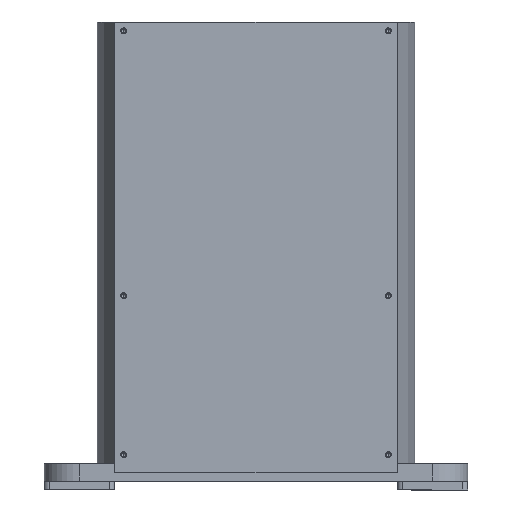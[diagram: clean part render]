
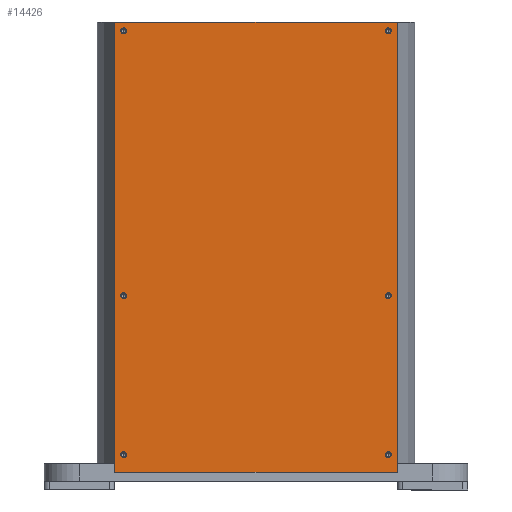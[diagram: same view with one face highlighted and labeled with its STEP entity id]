
A CAD part, left-side view. The second image highlights one B-rep face of the part: STEP entity #14426.
In plain terms, the highlighted face is planar.
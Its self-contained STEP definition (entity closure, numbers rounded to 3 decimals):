
#238 = CARTESIAN_POINT ( 'NONE',  ( 127.5, 0., -80. ) ) ;
#3766 = DIRECTION ( 'NONE',  ( 0., 0., 1. ) ) ;
#3767 = DIRECTION ( 'NONE',  ( 0., 1., 0. ) ) ;
#3769 = AXIS2_PLACEMENT_3D ( 'NONE', #3783, #3767, #3766 ) ;
#3783 = CARTESIAN_POINT ( 'NONE',  ( 117.5, 0., 75. ) ) ;
#3784 = CIRCLE ( 'NONE', #3769, 1.65 ) ;
#6619 = FACE_OUTER_BOUND ( 'NONE', #13287, .T. ) ;
#6878 = FACE_BOUND ( 'NONE', #14446, .T. ) ;
#6886 = FACE_BOUND ( 'NONE', #14456, .T. ) ;
#7114 = FACE_BOUND ( 'NONE', #14467, .T. ) ;
#7116 = FACE_BOUND ( 'NONE', #14464, .T. ) ;
#7130 = FACE_BOUND ( 'NONE', #14461, .T. ) ;
#7144 = FACE_BOUND ( 'NONE', #14538, .T. ) ;
#7153 = DIRECTION ( 'NONE',  ( 0., 1., 0. ) ) ;
#7158 = CARTESIAN_POINT ( 'NONE',  ( 27.5, 0., 73.35 ) ) ;
#7161 = CIRCLE ( 'NONE', #7194, 1.65 ) ;
#7165 = CARTESIAN_POINT ( 'NONE',  ( 27.5, 0., 76.65 ) ) ;
#7193 = DIRECTION ( 'NONE',  ( 0., 0., 1. ) ) ;
#7194 = AXIS2_PLACEMENT_3D ( 'NONE', #7205, #7153, #7193 ) ;
#7196 = CARTESIAN_POINT ( 'NONE',  ( 117.5, 0., -76.65 ) ) ;
#7205 = CARTESIAN_POINT ( 'NONE',  ( 117.5, 0., -75. ) ) ;
#7300 = CARTESIAN_POINT ( 'NONE',  ( -122.5, 0., 73.35 ) ) ;
#7329 = CARTESIAN_POINT ( 'NONE',  ( 117.5, 0., -73.35 ) ) ;
#7332 = CARTESIAN_POINT ( 'NONE',  ( 117.5, 0., 73.35 ) ) ;
#7382 = DIRECTION ( 'NONE',  ( 0., 0., 1. ) ) ;
#7383 = DIRECTION ( 'NONE',  ( 0., 1., 0. ) ) ;
#7384 = CARTESIAN_POINT ( 'NONE',  ( 27.5, 0., 75. ) ) ;
#7385 = AXIS2_PLACEMENT_3D ( 'NONE', #7384, #7383, #7382 ) ;
#7386 = CARTESIAN_POINT ( 'NONE',  ( -122.5, 0., -76.65 ) ) ;
#7388 = CIRCLE ( 'NONE', #7385, 1.65 ) ;
#7621 = ORIENTED_EDGE ( 'NONE', *, *, #14500, .T. ) ;
#7630 = ORIENTED_EDGE ( 'NONE', *, *, #14450, .T. ) ;
#7631 = VERTEX_POINT ( 'NONE', #238 ) ;
#7820 = DIRECTION ( 'NONE',  ( 0., 0., 1. ) ) ;
#7821 = DIRECTION ( 'NONE',  ( 0., 1., 0. ) ) ;
#7822 = CARTESIAN_POINT ( 'NONE',  ( 0., 0., 0. ) ) ;
#7823 = AXIS2_PLACEMENT_3D ( 'NONE', #7822, #7821, #7820 ) ;
#7826 = AXIS2_PLACEMENT_3D ( 'NONE', #7839, #7838, #7837 ) ;
#7827 = CARTESIAN_POINT ( 'NONE',  ( 117.5, 0., 76.65 ) ) ;
#7832 = PLANE ( 'NONE',  #7823 ) ;
#7837 = DIRECTION ( 'NONE',  ( 0., 0., 1. ) ) ;
#7838 = DIRECTION ( 'NONE',  ( 0., 1., 0. ) ) ;
#7839 = CARTESIAN_POINT ( 'NONE',  ( 27.5, 0., -75. ) ) ;
#7843 = CIRCLE ( 'NONE', #7892, 1.65 ) ;
#7848 = CARTESIAN_POINT ( 'NONE',  ( 27.5, 0., -73.35 ) ) ;
#7849 = CIRCLE ( 'NONE', #7826, 1.65 ) ;
#7854 = CARTESIAN_POINT ( 'NONE',  ( 27.5, 0., -76.65 ) ) ;
#7866 = CARTESIAN_POINT ( 'NONE',  ( -122.5, 0., 76.65 ) ) ;
#7867 = AXIS2_PLACEMENT_3D ( 'NONE', #7916, #7875, #7909 ) ;
#7873 = CIRCLE ( 'NONE', #7899, 1.65 ) ;
#7875 = DIRECTION ( 'NONE',  ( 0., 1., 0. ) ) ;
#7889 = CARTESIAN_POINT ( 'NONE',  ( -127.5, 0., 80. ) ) ;
#7890 = LINE ( 'NONE', #7889, #7951 ) ;
#7892 = AXIS2_PLACEMENT_3D ( 'NONE', #7948, #7947, #7946 ) ;
#7893 = CARTESIAN_POINT ( 'NONE',  ( -127.5, 0., 80. ) ) ;
#7894 = DIRECTION ( 'NONE',  ( 0., 0., 1. ) ) ;
#7895 = DIRECTION ( 'NONE',  ( 0., 1., 0. ) ) ;
#7896 = CARTESIAN_POINT ( 'NONE',  ( -122.5, 0., -75. ) ) ;
#7897 = AXIS2_PLACEMENT_3D ( 'NONE', #7896, #7953, #7952 ) ;
#7898 = CIRCLE ( 'NONE', #7897, 1.65 ) ;
#7899 = AXIS2_PLACEMENT_3D ( 'NONE', #7904, #7895, #7894 ) ;
#7904 = CARTESIAN_POINT ( 'NONE',  ( -122.5, 0., 75. ) ) ;
#7909 = DIRECTION ( 'NONE',  ( 0., 0., 1. ) ) ;
#7912 = DIRECTION ( 'NONE',  ( 0., 0., 1. ) ) ;
#7913 = DIRECTION ( 'NONE',  ( 0., 1., 0. ) ) ;
#7914 = CARTESIAN_POINT ( 'NONE',  ( -122.5, 0., -75. ) ) ;
#7915 = AXIS2_PLACEMENT_3D ( 'NONE', #7914, #7913, #7912 ) ;
#7916 = CARTESIAN_POINT ( 'NONE',  ( -122.5, 0., 75. ) ) ;
#7917 = CIRCLE ( 'NONE', #7867, 1.65 ) ;
#7918 = CIRCLE ( 'NONE', #7915, 1.65 ) ;
#7919 = CARTESIAN_POINT ( 'NONE',  ( -122.5, 0., -73.35 ) ) ;
#7928 = DIRECTION ( 'NONE',  ( 0., 0., -1. ) ) ;
#7929 = VECTOR ( 'NONE', #7928, 1000. ) ;
#7930 = CARTESIAN_POINT ( 'NONE',  ( 127.5, 0., 80. ) ) ;
#7931 = LINE ( 'NONE', #7930, #7929 ) ;
#7932 = CARTESIAN_POINT ( 'NONE',  ( 127.5, 0., 80. ) ) ;
#7933 = DIRECTION ( 'NONE',  ( -1., 0., 0. ) ) ;
#7934 = VECTOR ( 'NONE', #7933, 1000. ) ;
#7935 = DIRECTION ( 'NONE',  ( 0., 0., 1. ) ) ;
#7936 = VECTOR ( 'NONE', #7935, 1000. ) ;
#7937 = CARTESIAN_POINT ( 'NONE',  ( -127.5, 0., -80. ) ) ;
#7941 = CARTESIAN_POINT ( 'NONE',  ( 127.5, 0., -80. ) ) ;
#7943 = LINE ( 'NONE', #7941, #7934 ) ;
#7944 = LINE ( 'NONE', #7937, #7936 ) ;
#7946 = DIRECTION ( 'NONE',  ( 0., 0., 1. ) ) ;
#7947 = DIRECTION ( 'NONE',  ( 0., 1., 0. ) ) ;
#7948 = CARTESIAN_POINT ( 'NONE',  ( 27.5, 0., -75. ) ) ;
#7949 = CARTESIAN_POINT ( 'NONE',  ( -127.5, 0., -80. ) ) ;
#7950 = DIRECTION ( 'NONE',  ( 1., 0., 0. ) ) ;
#7951 = VECTOR ( 'NONE', #7950, 1000. ) ;
#7952 = DIRECTION ( 'NONE',  ( 0., 0., 1. ) ) ;
#7953 = DIRECTION ( 'NONE',  ( 0., 1., 0. ) ) ;
#7983 = DIRECTION ( 'NONE',  ( 0., 0., 1. ) ) ;
#7984 = DIRECTION ( 'NONE',  ( 0., 1., 0. ) ) ;
#7985 = CARTESIAN_POINT ( 'NONE',  ( 27.5, 0., 75. ) ) ;
#7986 = AXIS2_PLACEMENT_3D ( 'NONE', #7985, #7984, #7983 ) ;
#7987 = CIRCLE ( 'NONE', #7986, 1.65 ) ;
#7989 = CIRCLE ( 'NONE', #8033, 1.65 ) ;
#8030 = DIRECTION ( 'NONE',  ( 0., 0., 1. ) ) ;
#8031 = DIRECTION ( 'NONE',  ( 0., 1., 0. ) ) ;
#8032 = CARTESIAN_POINT ( 'NONE',  ( 117.5, 0., 75. ) ) ;
#8033 = AXIS2_PLACEMENT_3D ( 'NONE', #8032, #8031, #8030 ) ;
#8116 = AXIS2_PLACEMENT_3D ( 'NONE', #8159, #8149, #8148 ) ;
#8148 = DIRECTION ( 'NONE',  ( 0., 0., 1. ) ) ;
#8149 = DIRECTION ( 'NONE',  ( 0., 1., 0. ) ) ;
#8154 = CIRCLE ( 'NONE', #8116, 1.65 ) ;
#8159 = CARTESIAN_POINT ( 'NONE',  ( 117.5, 0., -75. ) ) ;
#13287 = EDGE_LOOP ( 'NONE', ( #14468, #14477, #14475, #14479 ) ) ;
#13289 = EDGE_CURVE ( 'NONE', #14429, #14390, #3784, .T. ) ;
#14339 = VERTEX_POINT ( 'NONE', #7158 ) ;
#14349 = VERTEX_POINT ( 'NONE', #7165 ) ;
#14352 = EDGE_CURVE ( 'NONE', #14356, #14400, #7161, .T. ) ;
#14356 = VERTEX_POINT ( 'NONE', #7196 ) ;
#14383 = VERTEX_POINT ( 'NONE', #7300 ) ;
#14390 = VERTEX_POINT ( 'NONE', #7332 ) ;
#14400 = VERTEX_POINT ( 'NONE', #7329 ) ;
#14419 = EDGE_CURVE ( 'NONE', #14339, #14349, #7388, .T. ) ;
#14423 = VERTEX_POINT ( 'NONE', #7386 ) ;
#14426 = ADVANCED_FACE ( 'NONE', ( #6886, #6878, #7144, #7130, #7116, #7114, #6619 ), #7832, .F. ) ;
#14427 = ORIENTED_EDGE ( 'NONE', *, *, #14419, .T. ) ;
#14428 = ORIENTED_EDGE ( 'NONE', *, *, #14494, .T. ) ;
#14429 = VERTEX_POINT ( 'NONE', #7827 ) ;
#14435 = VERTEX_POINT ( 'NONE', #7854 ) ;
#14437 = VERTEX_POINT ( 'NONE', #7848 ) ;
#14440 = EDGE_CURVE ( 'NONE', #14435, #14437, #7849, .T. ) ;
#14446 = EDGE_LOOP ( 'NONE', ( #14499, #14536 ) ) ;
#14447 = VERTEX_POINT ( 'NONE', #7866 ) ;
#14450 = EDGE_CURVE ( 'NONE', #14423, #14490, #7918, .T. ) ;
#14451 = EDGE_CURVE ( 'NONE', #14383, #14447, #7917, .T. ) ;
#14456 = EDGE_LOOP ( 'NONE', ( #14428, #14427 ) ) ;
#14460 = EDGE_CURVE ( 'NONE', #14447, #14383, #7873, .T. ) ;
#14461 = EDGE_LOOP ( 'NONE', ( #14462, #7630 ) ) ;
#14462 = ORIENTED_EDGE ( 'NONE', *, *, #14463, .T. ) ;
#14463 = EDGE_CURVE ( 'NONE', #14490, #14423, #7898, .T. ) ;
#14464 = EDGE_LOOP ( 'NONE', ( #14465, #7621 ) ) ;
#14465 = ORIENTED_EDGE ( 'NONE', *, *, #13289, .T. ) ;
#14466 = ORIENTED_EDGE ( 'NONE', *, *, #14451, .T. ) ;
#14467 = EDGE_LOOP ( 'NONE', ( #14472, #14537 ) ) ;
#14468 = ORIENTED_EDGE ( 'NONE', *, *, #14476, .F. ) ;
#14469 = EDGE_CURVE ( 'NONE', #14474, #14481, #7890, .T. ) ;
#14471 = EDGE_CURVE ( 'NONE', #14437, #14435, #7843, .T. ) ;
#14472 = ORIENTED_EDGE ( 'NONE', *, *, #14471, .T. ) ;
#14473 = VERTEX_POINT ( 'NONE', #7949 ) ;
#14474 = VERTEX_POINT ( 'NONE', #7893 ) ;
#14475 = ORIENTED_EDGE ( 'NONE', *, *, #14480, .F. ) ;
#14476 = EDGE_CURVE ( 'NONE', #14473, #14474, #7944, .T. ) ;
#14477 = ORIENTED_EDGE ( 'NONE', *, *, #14478, .F. ) ;
#14478 = EDGE_CURVE ( 'NONE', #7631, #14473, #7943, .T. ) ;
#14479 = ORIENTED_EDGE ( 'NONE', *, *, #14469, .F. ) ;
#14480 = EDGE_CURVE ( 'NONE', #14481, #7631, #7931, .T. ) ;
#14481 = VERTEX_POINT ( 'NONE', #7932 ) ;
#14487 = ORIENTED_EDGE ( 'NONE', *, *, #14460, .T. ) ;
#14490 = VERTEX_POINT ( 'NONE', #7919 ) ;
#14494 = EDGE_CURVE ( 'NONE', #14349, #14339, #7987, .T. ) ;
#14499 = ORIENTED_EDGE ( 'NONE', *, *, #14539, .T. ) ;
#14500 = EDGE_CURVE ( 'NONE', #14390, #14429, #7989, .T. ) ;
#14536 = ORIENTED_EDGE ( 'NONE', *, *, #14352, .T. ) ;
#14537 = ORIENTED_EDGE ( 'NONE', *, *, #14440, .T. ) ;
#14538 = EDGE_LOOP ( 'NONE', ( #14487, #14466 ) ) ;
#14539 = EDGE_CURVE ( 'NONE', #14400, #14356, #8154, .T. ) ;
